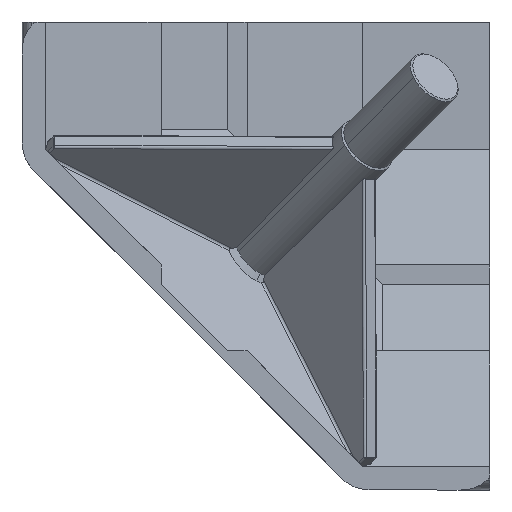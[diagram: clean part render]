
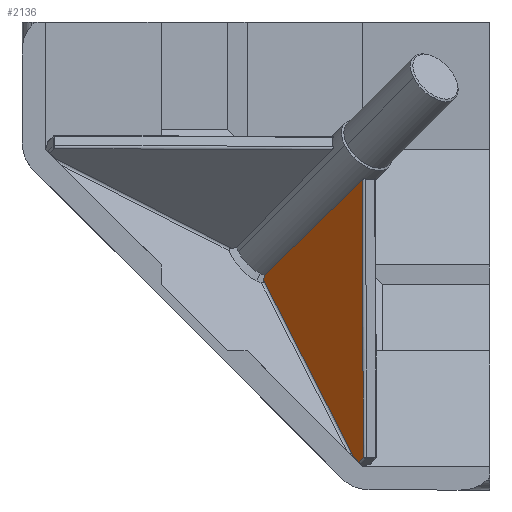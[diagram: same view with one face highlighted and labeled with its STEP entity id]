
A CAD part, left-side view. The second image highlights one B-rep face of the part: STEP entity #2136.
In plain terms, the highlighted planar face has unit normal (-0.719, 0.695, 0).
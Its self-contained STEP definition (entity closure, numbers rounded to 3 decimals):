
#42 = AXIS2_PLACEMENT_3D ( 'NONE', #2579, #337, #3347 ) ;
#143 = LINE ( 'NONE', #2723, #3348 ) ;
#160 = VERTEX_POINT ( 'NONE', #3052 ) ;
#166 = LINE ( 'NONE', #442, #2363 ) ;
#261 = CARTESIAN_POINT ( 'NONE',  ( 17.94, 19.294, -21.643 ) ) ;
#265 = ORIENTED_EDGE ( 'NONE', *, *, #601, .T. ) ;
#275 = CARTESIAN_POINT ( 'NONE',  ( 9.845, 10.91, -12.873 ) ) ;
#307 =( BOUNDED_CURVE ( )  B_SPLINE_CURVE ( 3, ( #2166, #2508, #788, #261 ),
 .UNSPECIFIED., .F., .T. ) 
 B_SPLINE_CURVE_WITH_KNOTS ( ( 4, 4 ),
 ( 5.011, 5.092 ),
 .UNSPECIFIED. ) 
 CURVE ( )  GEOMETRIC_REPRESENTATION_ITEM ( )  RATIONAL_B_SPLINE_CURVE ( ( 1., 0.999, 0.999, 1. ) ) 
 REPRESENTATION_ITEM ( '' )  );
#333 = EDGE_CURVE ( 'NONE', #2062, #2698, #1995, .T. ) ;
#337 = DIRECTION ( 'NONE',  ( -0.719, 0.695, 0. ) ) ;
#413 = ORIENTED_EDGE ( 'NONE', *, *, #2631, .T. ) ;
#442 = CARTESIAN_POINT ( 'NONE',  ( 18.24, 19.604, -21.558 ) ) ;
#494 = ORIENTED_EDGE ( 'NONE', *, *, #333, .T. ) ;
#601 = EDGE_CURVE ( 'NONE', #160, #2946, #166, .T. ) ;
#683 = DIRECTION ( 'NONE',  ( -0.401, -0.415, -0.816 ) ) ;
#788 = CARTESIAN_POINT ( 'NONE',  ( 15.279, 16.538, -18.967 ) ) ;
#847 = ORIENTED_EDGE ( 'NONE', *, *, #2986, .F. ) ;
#857 = FACE_OUTER_BOUND ( 'NONE', #2275, .T. ) ;
#975 = CARTESIAN_POINT ( 'NONE',  ( 17.983, 19.338, -22.081 ) ) ;
#1066 = VECTOR ( 'NONE', #1666, 1000. ) ;
#1081 = VECTOR ( 'NONE', #1980, 1000. ) ;
#1112 = CARTESIAN_POINT ( 'NONE',  ( 10.183, 11.263, -37.609 ) ) ;
#1295 = DIRECTION ( 'NONE',  ( -0.567, -0.587, 0.577 ) ) ;
#1440 = ORIENTED_EDGE ( 'NONE', *, *, #1533, .T. ) ;
#1533 = EDGE_CURVE ( 'NONE', #2698, #2780, #307, .T. ) ;
#1666 = DIRECTION ( 'NONE',  ( 0.564, 0.584, 0.584 ) ) ;
#1759 = CARTESIAN_POINT ( 'NONE',  ( 17.94, 19.294, -21.643 ) ) ;
#1776 = CARTESIAN_POINT ( 'NONE',  ( 17.968, 19.323, -21.935 ) ) ;
#1893 = CARTESIAN_POINT ( 'NONE',  ( 10.53, 11.623, -37.249 ) ) ;
#1897 = ORIENTED_EDGE ( 'NONE', *, *, #3256, .T. ) ;
#1980 = DIRECTION ( 'NONE',  ( 0.003, 0.003, 1. ) ) ;
#1995 = LINE ( 'NONE', #275, #1081 ) ;
#2062 = VERTEX_POINT ( 'NONE', #3093 ) ;
#2066 = CARTESIAN_POINT ( 'NONE',  ( 17.954, 19.308, -21.789 ) ) ;
#2136 = ADVANCED_FACE ( 'NONE', ( #857 ), #2871, .T. ) ;
#2166 = CARTESIAN_POINT ( 'NONE',  ( 9.843, 10.908, -13.487 ) ) ;
#2187 = CARTESIAN_POINT ( 'NONE',  ( 9.843, 10.908, -13.487 ) ) ;
#2275 = EDGE_LOOP ( 'NONE', ( #413, #265, #847, #1897, #494, #1440 ) ) ;
#2344 = B_SPLINE_CURVE_WITH_KNOTS ( 'NONE', 3,
 ( #1759, #2066, #1776, #975 ),
 .UNSPECIFIED., .F., .F.,
 ( 4, 4 ),
 ( 0.005, 0.005 ),
 .UNSPECIFIED. ) ;
#2363 = VECTOR ( 'NONE', #683, 1000. ) ;
#2458 = VERTEX_POINT ( 'NONE', #1112 ) ;
#2508 = CARTESIAN_POINT ( 'NONE',  ( 12.579, 13.742, -16.247 ) ) ;
#2579 = CARTESIAN_POINT ( 'NONE',  ( 9.708, 10.769, -12.872 ) ) ;
#2631 = EDGE_CURVE ( 'NONE', #2780, #160, #2344, .T. ) ;
#2698 = VERTEX_POINT ( 'NONE', #2187 ) ;
#2723 = CARTESIAN_POINT ( 'NONE',  ( 1.766, 2.546, -29.042 ) ) ;
#2780 = VERTEX_POINT ( 'NONE', #3023 ) ;
#2871 = PLANE ( 'NONE',  #42 ) ;
#2946 = VERTEX_POINT ( 'NONE', #1893 ) ;
#2986 = EDGE_CURVE ( 'NONE', #2458, #2946, #3236, .T. ) ;
#3023 = CARTESIAN_POINT ( 'NONE',  ( 17.94, 19.294, -21.643 ) ) ;
#3052 = CARTESIAN_POINT ( 'NONE',  ( 17.983, 19.338, -22.081 ) ) ;
#3093 = CARTESIAN_POINT ( 'NONE',  ( 9.765, 10.831, -37.184 ) ) ;
#3236 = LINE ( 'NONE', #3343, #1066 ) ;
#3256 = EDGE_CURVE ( 'NONE', #2458, #2062, #143, .T. ) ;
#3343 = CARTESIAN_POINT ( 'NONE',  ( 10.407, 11.496, -37.376 ) ) ;
#3347 = DIRECTION ( 'NONE',  ( -0.695, -0.719, 0. ) ) ;
#3348 = VECTOR ( 'NONE', #1295, 1000. ) ;
